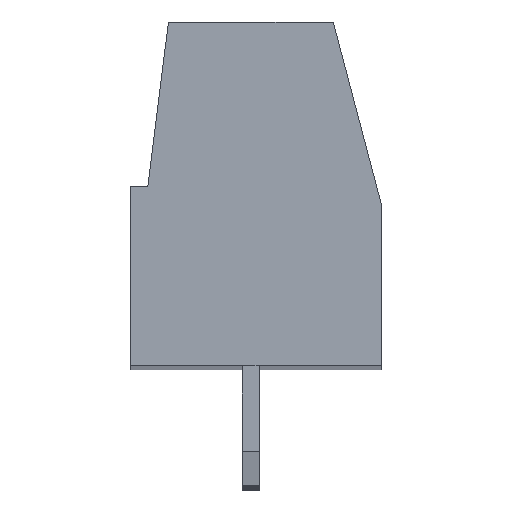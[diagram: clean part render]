
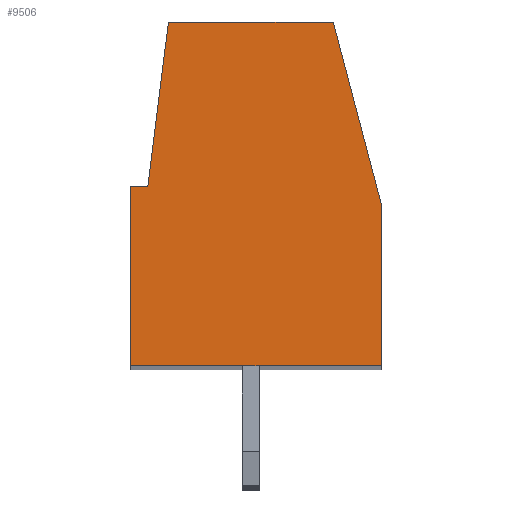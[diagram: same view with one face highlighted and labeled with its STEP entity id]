
A CAD part, top view. The second image highlights one B-rep face of the part: STEP entity #9506.
In plain terms, the highlighted planar face has unit normal (0, 0, 1).
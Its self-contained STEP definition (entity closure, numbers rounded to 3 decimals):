
#13=DIRECTION('',(0.,1.,0.));
#14=VECTOR('',#13,5.2);
#15=CARTESIAN_POINT('',(-3.5,-3.305,68.6));
#16=LINE('',#15,#14);
#17=DIRECTION('',(1.,0.,0.));
#18=VECTOR('',#17,0.5);
#19=CARTESIAN_POINT('',(-3.5,1.895,68.6));
#20=LINE('',#19,#18);
#21=DIRECTION('',(0.124,0.992,0.));
#22=VECTOR('',#21,4.837);
#23=CARTESIAN_POINT('',(-3.,1.895,68.6));
#24=LINE('',#23,#22);
#25=DIRECTION('',(1.,0.,0.));
#26=VECTOR('',#25,4.8);
#27=CARTESIAN_POINT('',(-2.4,6.695,68.6));
#28=LINE('',#27,#26);
#29=DIRECTION('',(0.255,-0.967,0.));
#30=VECTOR('',#29,5.482);
#31=CARTESIAN_POINT('',(2.4,6.695,68.6));
#32=LINE('',#31,#30);
#33=DIRECTION('',(0.,-1.,0.));
#34=VECTOR('',#33,4.7);
#35=CARTESIAN_POINT('',(3.8,1.395,68.6));
#36=LINE('',#35,#34);
#37=DIRECTION('',(-1.,0.,0.));
#38=VECTOR('',#37,7.3);
#39=CARTESIAN_POINT('',(3.8,-3.305,68.6));
#40=LINE('',#39,#38);
#7497=CARTESIAN_POINT('',(-3.5,-3.305,68.6));
#7498=CARTESIAN_POINT('',(-3.5,1.895,68.6));
#7499=VERTEX_POINT('',#7497);
#7500=VERTEX_POINT('',#7498);
#7501=CARTESIAN_POINT('',(3.8,-3.305,68.6));
#7502=VERTEX_POINT('',#7501);
#7503=CARTESIAN_POINT('',(3.8,1.395,68.6));
#7504=VERTEX_POINT('',#7503);
#7505=CARTESIAN_POINT('',(2.4,6.695,68.6));
#7506=VERTEX_POINT('',#7505);
#7507=CARTESIAN_POINT('',(-2.4,6.695,68.6));
#7508=VERTEX_POINT('',#7507);
#7509=CARTESIAN_POINT('',(-3.,1.895,68.6));
#7510=VERTEX_POINT('',#7509);
#9485=CARTESIAN_POINT('',(0.,0.,68.6));
#9486=DIRECTION('',(0.,0.,1.));
#9487=DIRECTION('',(1.,0.,0.));
#9488=AXIS2_PLACEMENT_3D('',#9485,#9486,#9487);
#9489=PLANE('',#9488);
#9491=ORIENTED_EDGE('',*,*,#9490,.T.);
#9493=ORIENTED_EDGE('',*,*,#9492,.T.);
#9495=ORIENTED_EDGE('',*,*,#9494,.T.);
#9497=ORIENTED_EDGE('',*,*,#9496,.T.);
#9499=ORIENTED_EDGE('',*,*,#9498,.T.);
#9501=ORIENTED_EDGE('',*,*,#9500,.T.);
#9503=ORIENTED_EDGE('',*,*,#9502,.T.);
#9504=EDGE_LOOP('',(#9491,#9493,#9495,#9497,#9499,#9501,#9503));
#9505=FACE_OUTER_BOUND('',#9504,.F.);
#9490=EDGE_CURVE('',#7499,#7500,#16,.T.);
#9492=EDGE_CURVE('',#7500,#7510,#20,.T.);
#9494=EDGE_CURVE('',#7510,#7508,#24,.T.);
#9496=EDGE_CURVE('',#7508,#7506,#28,.T.);
#9498=EDGE_CURVE('',#7506,#7504,#32,.T.);
#9500=EDGE_CURVE('',#7504,#7502,#36,.T.);
#9502=EDGE_CURVE('',#7502,#7499,#40,.T.);
#9506=ADVANCED_FACE('',(#9505),#9489,.T.);
